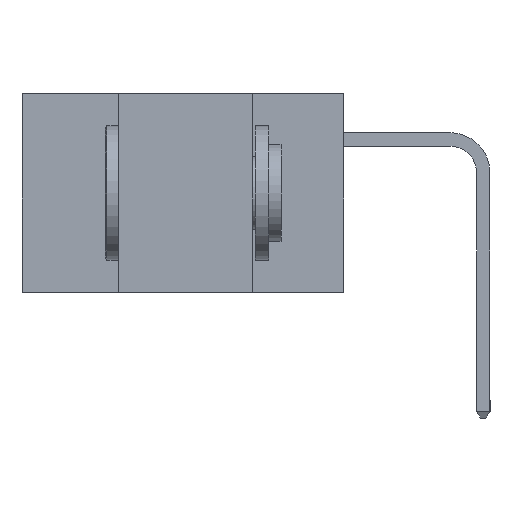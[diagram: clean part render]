
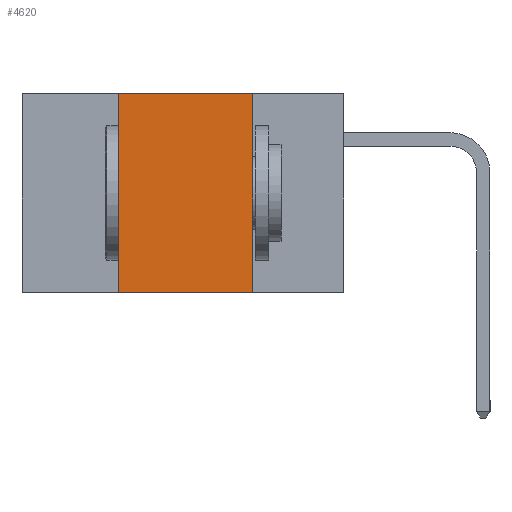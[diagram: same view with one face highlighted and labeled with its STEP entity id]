
A CAD part, left-side view. The second image highlights one B-rep face of the part: STEP entity #4620.
In plain terms, the highlighted planar face has unit normal (-1, 0, 0).
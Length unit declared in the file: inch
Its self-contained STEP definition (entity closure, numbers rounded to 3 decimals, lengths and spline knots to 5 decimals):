
#66 = CARTESIAN_POINT ( 'NONE',  ( 0., 0.6, 0. ) ) ;
#183 = AXIS2_PLACEMENT_3D ( 'NONE', #2618, #2533, #2438 ) ;
#1376 = LINE ( 'NONE', #5633, #6182 ) ;
#1407 = ORIENTED_EDGE ( 'NONE', *, *, #7018, .T. ) ;
#1487 = VERTEX_POINT ( 'NONE', #9897 ) ;
#1833 = DIRECTION ( 'NONE',  ( 0., -1., 0. ) ) ;
#1847 = VERTEX_POINT ( 'NONE', #3912 ) ;
#1965 = EDGE_CURVE ( 'NONE', #1487, #6768, #1376, .T. ) ;
#2064 = CARTESIAN_POINT ( 'NONE',  ( 0., 0.6, -0.37 ) ) ;
#2438 = DIRECTION ( 'NONE',  ( 0., 0., -1. ) ) ;
#2533 = DIRECTION ( 'NONE',  ( 1., 0., 0. ) ) ;
#2547 = PLANE ( 'NONE',  #183 ) ;
#2618 = CARTESIAN_POINT ( 'NONE',  ( 0., 0.6, 0. ) ) ;
#3174 = LINE ( 'NONE', #66, #7584 ) ;
#3653 = CARTESIAN_POINT ( 'NONE',  ( 0., 0.42, -0.37 ) ) ;
#3912 = CARTESIAN_POINT ( 'NONE',  ( 0., 0.42, 0. ) ) ;
#4522 = LINE ( 'NONE', #2064, #11225 ) ;
#4620 = ADVANCED_FACE ( 'NONE', ( #11522 ), #2547, .F. ) ;
#5633 = CARTESIAN_POINT ( 'NONE',  ( 0., 0.17, -0.37 ) ) ;
#5839 = DIRECTION ( 'NONE',  ( 0., 0., -1. ) ) ;
#6182 = VECTOR ( 'NONE', #5839, 39.37008 ) ;
#6768 = VERTEX_POINT ( 'NONE', #11141 ) ;
#7006 = ORIENTED_EDGE ( 'NONE', *, *, #7790, .F. ) ;
#7018 = EDGE_CURVE ( 'NONE', #9211, #6768, #4522, .T. ) ;
#7584 = VECTOR ( 'NONE', #10678, 39.37008 ) ;
#7790 = EDGE_CURVE ( 'NONE', #1847, #1487, #3174, .T. ) ;
#8939 = DIRECTION ( 'NONE',  ( 0., 0., 1. ) ) ;
#9211 = VERTEX_POINT ( 'NONE', #11091 ) ;
#9897 = CARTESIAN_POINT ( 'NONE',  ( 0., 0.17, 0. ) ) ;
#10329 = ORIENTED_EDGE ( 'NONE', *, *, #1965, .F. ) ;
#10678 = DIRECTION ( 'NONE',  ( 0., -1., 0. ) ) ;
#10754 = VECTOR ( 'NONE', #8939, 39.37008 ) ;
#11009 = LINE ( 'NONE', #3653, #10754 ) ;
#11091 = CARTESIAN_POINT ( 'NONE',  ( 0., 0.42, -0.37 ) ) ;
#11141 = CARTESIAN_POINT ( 'NONE',  ( 0., 0.17, -0.37 ) ) ;
#11225 = VECTOR ( 'NONE', #1833, 39.37008 ) ;
#11451 = EDGE_CURVE ( 'NONE', #9211, #1847, #11009, .T. ) ;
#11479 = EDGE_LOOP ( 'NONE', ( #10329, #7006, #11496, #1407 ) ) ;
#11496 = ORIENTED_EDGE ( 'NONE', *, *, #11451, .F. ) ;
#11522 = FACE_OUTER_BOUND ( 'NONE', #11479, .T. ) ;
